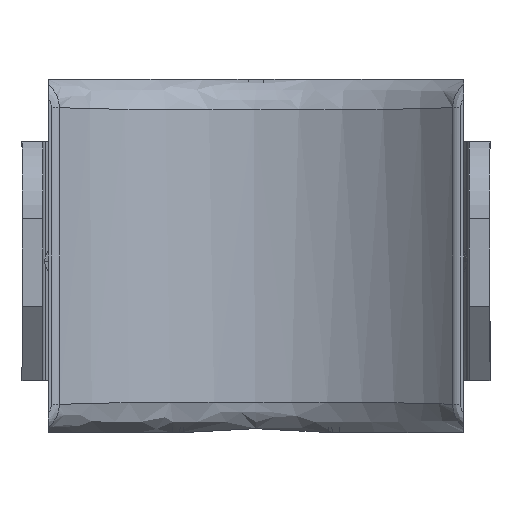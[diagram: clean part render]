
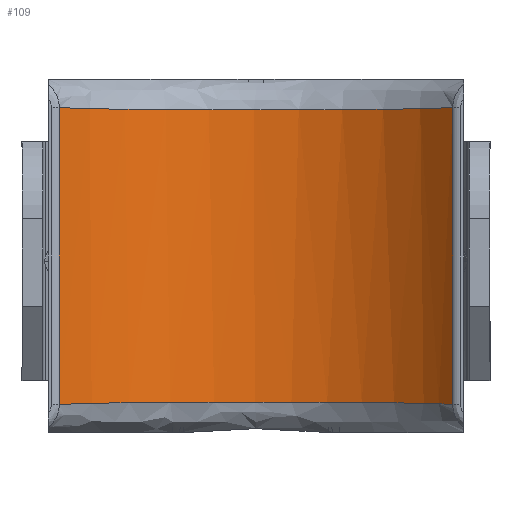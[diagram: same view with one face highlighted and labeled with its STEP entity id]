
A CAD part, front view. The second image highlights one B-rep face of the part: STEP entity #109.
In plain terms, the highlighted cylindrical face has radius 25 mm (diameter 50 mm), a partial arc.
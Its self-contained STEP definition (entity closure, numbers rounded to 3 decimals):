
#104 = LINE ( 'NONE', #3903, #6728 ) ;
#109 = ADVANCED_FACE ( 'NONE', ( #1330 ), #5865, .F. ) ;
#204 = CARTESIAN_POINT ( 'NONE',  ( -12.018, -3.006, -14.097 ) ) ;
#234 = CARTESIAN_POINT ( 'NONE',  ( 14.657, -4.742, 14.14 ) ) ;
#240 = EDGE_CURVE ( 'NONE', #2071, #1419, #104, .T. ) ;
#258 = CARTESIAN_POINT ( 'NONE',  ( -7.044, -0.996, 14.058 ) ) ;
#278 = CARTESIAN_POINT ( 'NONE',  ( -18.916, -8.654, 14.266 ) ) ;
#594 = ORIENTED_EDGE ( 'NONE', *, *, #7223, .T. ) ;
#647 = CARTESIAN_POINT ( 'NONE',  ( -13.547, -3.912, -14.117 ) ) ;
#732 = CARTESIAN_POINT ( 'NONE',  ( 8.791, -1.529, -14.066 ) ) ;
#854 = CARTESIAN_POINT ( 'NONE',  ( -7.044, -0.996, -14.058 ) ) ;
#868 = CARTESIAN_POINT ( 'NONE',  ( 13.548, -3.984, 14.12 ) ) ;
#896 = CARTESIAN_POINT ( 'NONE',  ( -8.747, -1.576, 14.068 ) ) ;
#988 = CARTESIAN_POINT ( 'NONE',  ( 18.916, -8.654, 14.266 ) ) ;
#1075 = CARTESIAN_POINT ( 'NONE',  ( -18.916, -8.654, 17. ) ) ;
#1110 = CARTESIAN_POINT ( 'NONE',  ( -18.328, -7.973, -14.24 ) ) ;
#1330 = FACE_OUTER_BOUND ( 'NONE', #3679, .T. ) ;
#1419 = VERTEX_POINT ( 'NONE', #988 ) ;
#1527 = CARTESIAN_POINT ( 'NONE',  ( 12.008, -3.054, 14.098 ) ) ;
#1561 = CARTESIAN_POINT ( 'NONE',  ( -9.992, -2.079, 14.078 ) ) ;
#1944 = CARTESIAN_POINT ( 'NONE',  ( -6.182, -0.76, -14.054 ) ) ;
#2016 = CARTESIAN_POINT ( 'NONE',  ( -17.705, -7.327, -14.218 ) ) ;
#2052 = CARTESIAN_POINT ( 'NONE',  ( -9.992, -2.079, -14.078 ) ) ;
#2071 = VERTEX_POINT ( 'NONE', #3576 ) ;
#2110 = CARTESIAN_POINT ( 'NONE',  ( -16.385, -6.113, -14.179 ) ) ;
#2189 = CARTESIAN_POINT ( 'NONE',  ( 8.791, -1.529, 14.066 ) ) ;
#2211 = CARTESIAN_POINT ( 'NONE',  ( -13.547, -3.912, 14.117 ) ) ;
#2558 = ORIENTED_EDGE ( 'NONE', *, *, #2721, .T. ) ;
#2721 = EDGE_CURVE ( 'NONE', #4603, #2071, #6561, .T. ) ;
#2771 = VECTOR ( 'NONE', #5602, 1000. ) ;
#2825 = ORIENTED_EDGE ( 'NONE', *, *, #240, .T. ) ;
#2832 = CARTESIAN_POINT ( 'NONE',  ( 3.581, -0.192, 14.045 ) ) ;
#2871 = CARTESIAN_POINT ( 'NONE',  ( -15.695, -5.536, 14.162 ) ) ;
#3466 = CARTESIAN_POINT ( 'NONE',  ( 18.916, -8.654, 14.266 ) ) ;
#3499 = CARTESIAN_POINT ( 'NONE',  ( -1.806, 0., 14.042 ) ) ;
#3521 = CARTESIAN_POINT ( 'NONE',  ( -16.722, -6.41, 14.188 ) ) ;
#3533 = CARTESIAN_POINT ( 'NONE',  ( 18.916, -8.654, -14.266 ) ) ;
#3576 = CARTESIAN_POINT ( 'NONE',  ( 18.916, -8.654, -14.266 ) ) ;
#3674 = DIRECTION ( 'NONE',  ( 0., 0., 1. ) ) ;
#3679 = EDGE_LOOP ( 'NONE', ( #2558, #2825, #594, #4548 ) ) ;
#3748 = CARTESIAN_POINT ( 'NONE',  ( 13.548, -3.984, -14.12 ) ) ;
#3903 = CARTESIAN_POINT ( 'NONE',  ( 18.916, -8.654, 17. ) ) ;
#4107 = CARTESIAN_POINT ( 'NONE',  ( 16.439, -6.081, 14.177 ) ) ;
#4129 = CARTESIAN_POINT ( 'NONE',  ( -6.182, -0.76, 14.054 ) ) ;
#4162 = CARTESIAN_POINT ( 'NONE',  ( -18.328, -7.973, 14.24 ) ) ;
#4173 = CARTESIAN_POINT ( 'NONE',  ( -18.916, -8.654, 14.266 ) ) ;
#4177 = CARTESIAN_POINT ( 'NONE',  ( -3.575, -0.193, -14.045 ) ) ;
#4323 = CARTESIAN_POINT ( 'NONE',  ( -8.747, -1.576, -14.068 ) ) ;
#4409 = EDGE_CURVE ( 'NONE', #5362, #4603, #6179, .T. ) ;
#4425 = B_SPLINE_CURVE_WITH_KNOTS ( 'NONE', 3,
 ( #3466, #7850, #4107, #234, #4761, #868, #5397, #1527, #6014, #2189, #6645, #2832, #7253, #3499, #7880, #4129, #258, #4791, #896, #5421, #1561, #6040, #2211, #6670, #2871, #7280, #3521, #7908, #4162, #278 ),
 .UNSPECIFIED., .F., .F.,
 ( 4, 2, 2, 2, 2, 2, 2, 2, 2, 2, 2, 2, 2, 2, 4 ),
 ( 0., 0.006, 0.007, 0.008, 0.011, 0.016, 0.022, 0.027, 0.03, 0.031, 0.032, 0.038, 0.039, 0.04, 0.043 ),
 .UNSPECIFIED. ) ;
#4525 = CARTESIAN_POINT ( 'NONE',  ( 3.581, -0.192, -14.045 ) ) ;
#4547 = CARTESIAN_POINT ( 'NONE',  ( -8.323, -1.422, -14.065 ) ) ;
#4548 = ORIENTED_EDGE ( 'NONE', *, *, #4409, .T. ) ;
#4583 = AXIS2_PLACEMENT_3D ( 'NONE', #5080, #5243, #5098 ) ;
#4603 = VERTEX_POINT ( 'NONE', #7642 ) ;
#4626 = CARTESIAN_POINT ( 'NONE',  ( 13.166, -3.743, -14.114 ) ) ;
#4761 = CARTESIAN_POINT ( 'NONE',  ( 14.292, -4.483, 14.133 ) ) ;
#4791 = CARTESIAN_POINT ( 'NONE',  ( -8.323, -1.422, 14.065 ) ) ;
#5080 = CARTESIAN_POINT ( 'NONE',  ( 0., -25., 17. ) ) ;
#5098 = DIRECTION ( 'NONE',  ( -1., 0., 0. ) ) ;
#5127 = CARTESIAN_POINT ( 'NONE',  ( 16.439, -6.081, -14.177 ) ) ;
#5243 = DIRECTION ( 'NONE',  ( 0., 0., -1. ) ) ;
#5362 = VERTEX_POINT ( 'NONE', #4173 ) ;
#5397 = CARTESIAN_POINT ( 'NONE',  ( 13.166, -3.743, 14.114 ) ) ;
#5421 = CARTESIAN_POINT ( 'NONE',  ( -9.581, -1.904, 14.074 ) ) ;
#5602 = DIRECTION ( 'NONE',  ( 0., 0., -1. ) ) ;
#5766 = CARTESIAN_POINT ( 'NONE',  ( 14.292, -4.483, -14.133 ) ) ;
#5865 = CYLINDRICAL_SURFACE ( 'NONE', #4583, 25. ) ;
#5977 = CARTESIAN_POINT ( 'NONE',  ( 12.008, -3.054, -14.098 ) ) ;
#6014 = CARTESIAN_POINT ( 'NONE',  ( 11.217, -2.64, 14.089 ) ) ;
#6040 = CARTESIAN_POINT ( 'NONE',  ( -12.018, -3.006, 14.097 ) ) ;
#6179 = LINE ( 'NONE', #1075, #2771 ) ;
#6323 = CARTESIAN_POINT ( 'NONE',  ( 7.103, -0.963, -14.057 ) ) ;
#6383 = CARTESIAN_POINT ( 'NONE',  ( -16.722, -6.41, -14.188 ) ) ;
#6561 = B_SPLINE_CURVE_WITH_KNOTS ( 'NONE', 3,
 ( #7919, #1110, #2016, #6383, #2110, #7853, #6569, #647, #204, #2052, #6956, #4323, #4547, #854, #1944, #4177, #7174, #6709, #4525, #6323, #732, #7831, #5977, #4626, #3748, #5766, #7000, #5127, #6902, #3533 ),
 .UNSPECIFIED., .F., .F.,
 ( 4, 2, 2, 2, 2, 2, 2, 2, 2, 2, 2, 2, 2, 2, 4 ),
 ( 0., 0.003, 0.004, 0.006, 0.011, 0.013, 0.014, 0.017, 0.022, 0.027, 0.033, 0.035, 0.037, 0.038, 0.043 ),
 .UNSPECIFIED. ) ;
#6569 = CARTESIAN_POINT ( 'NONE',  ( -15.342, -5.256, -14.154 ) ) ;
#6645 = CARTESIAN_POINT ( 'NONE',  ( 7.103, -0.963, 14.057 ) ) ;
#6670 = CARTESIAN_POINT ( 'NONE',  ( -15.342, -5.256, 14.154 ) ) ;
#6709 = CARTESIAN_POINT ( 'NONE',  ( 1.799, 0., -14.042 ) ) ;
#6728 = VECTOR ( 'NONE', #3674, 1000. ) ;
#6902 = CARTESIAN_POINT ( 'NONE',  ( 17.741, -7.294, -14.215 ) ) ;
#6956 = CARTESIAN_POINT ( 'NONE',  ( -9.581, -1.904, -14.074 ) ) ;
#7000 = CARTESIAN_POINT ( 'NONE',  ( 14.657, -4.742, -14.14 ) ) ;
#7174 = CARTESIAN_POINT ( 'NONE',  ( -1.806, 0., -14.042 ) ) ;
#7223 = EDGE_CURVE ( 'NONE', #1419, #5362, #4425, .T. ) ;
#7253 = CARTESIAN_POINT ( 'NONE',  ( 1.799, 0., 14.042 ) ) ;
#7280 = CARTESIAN_POINT ( 'NONE',  ( -16.385, -6.113, 14.179 ) ) ;
#7642 = CARTESIAN_POINT ( 'NONE',  ( -18.916, -8.654, -14.266 ) ) ;
#7831 = CARTESIAN_POINT ( 'NONE',  ( 11.217, -2.64, -14.089 ) ) ;
#7850 = CARTESIAN_POINT ( 'NONE',  ( 17.741, -7.294, 14.215 ) ) ;
#7853 = CARTESIAN_POINT ( 'NONE',  ( -15.695, -5.536, -14.162 ) ) ;
#7880 = CARTESIAN_POINT ( 'NONE',  ( -3.575, -0.193, 14.045 ) ) ;
#7908 = CARTESIAN_POINT ( 'NONE',  ( -17.705, -7.327, 14.218 ) ) ;
#7919 = CARTESIAN_POINT ( 'NONE',  ( -18.916, -8.654, -14.266 ) ) ;
